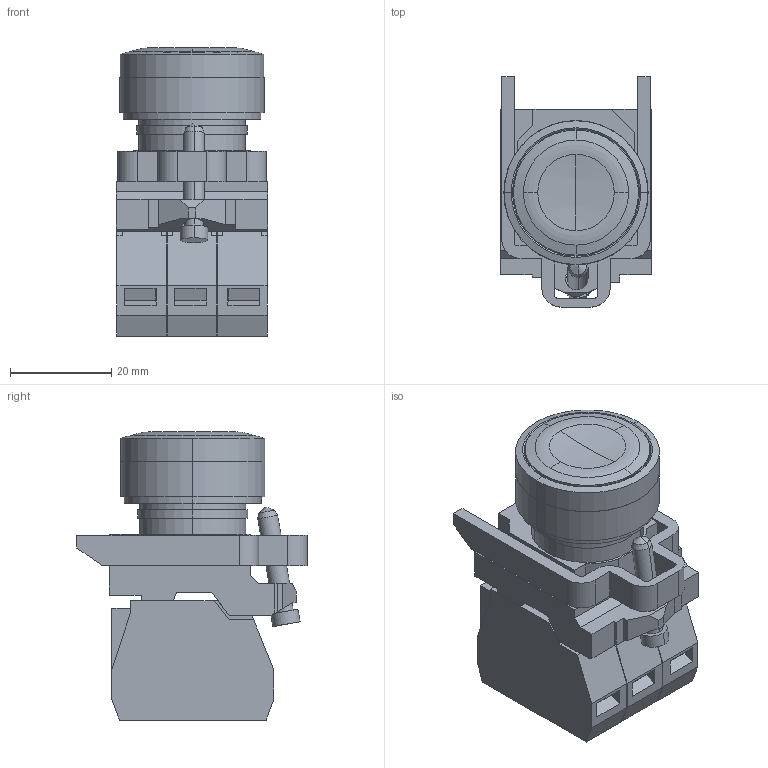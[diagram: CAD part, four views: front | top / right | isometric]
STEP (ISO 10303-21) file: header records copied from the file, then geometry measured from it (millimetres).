
FILE_DESCRIPTION(('STEP AP214'),'1');
FILE_NAME('xb4_bw33b5.stp','2017-03-31T15:46:18',('TraceParts'),('TraceParts S.A.'),'Spatial InterOp 3D',' ',' ');
FILE_SCHEMA(('automotive_design'));
Length unit declared in the file: millimetre
Products named in the file (7): xb4_bw33b5_1; xb4_bw33b5_2; xb4_bw33b5_3; xb4_bw33b5_4; xb4_bw33b5_5; xb4_bw33b5_6; xb4_bw33b5_7
Bounding box: 29.9 x 45.48 x 56.95 mm (x, y, z)
Volume: 40451.4 mm3; surface area: 17670.1 mm2
Topology: 7 solids, 7 shells, 254 faces, 656 edges, 434 vertices
Faces by surface type: plane 178, cylinder 56, cone 14, sphere 4, torus 2
Entity records: 9933 total; most frequent: CARTESIAN_POINT 1347, DIRECTION 1336, ORIENTED_EDGE 1304, EDGE_CURVE 652, LINE 490, VECTOR 490, VERTEX_POINT 434, AXIS2_PLACEMENT_3D 423
